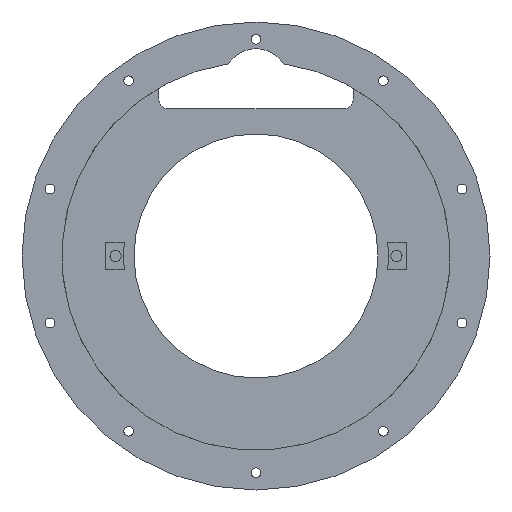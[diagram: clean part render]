
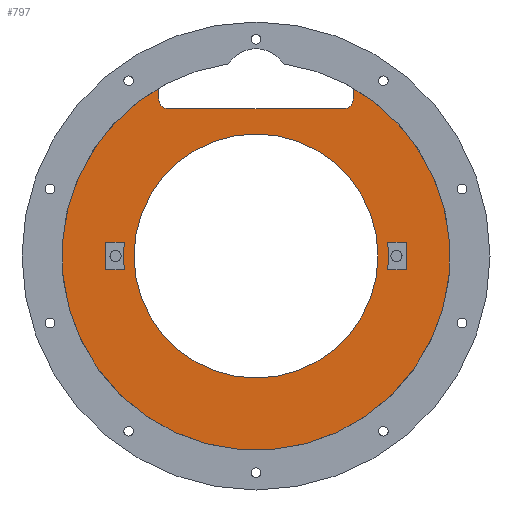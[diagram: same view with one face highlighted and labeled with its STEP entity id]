
A CAD part, front view. The second image highlights one B-rep face of the part: STEP entity #797.
In plain terms, the highlighted planar face has unit normal (0, -1, 0).
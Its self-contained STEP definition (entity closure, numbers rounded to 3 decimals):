
#35=FACE_BOUND('',#152,.T.);
#36=FACE_BOUND('',#153,.T.);
#37=FACE_BOUND('',#154,.T.);
#65=PLANE('',#901);
#95=FACE_OUTER_BOUND('',#151,.T.);
#151=EDGE_LOOP('',(#654,#655,#656,#657,#658,#659,#660,#661,#662,#663,#664,
#665));
#152=EDGE_LOOP('',(#666,#667,#668,#669));
#153=EDGE_LOOP('',(#670,#671,#672,#673));
#154=EDGE_LOOP('',(#674));
#180=LINE('',#1192,#236);
#184=LINE('',#1200,#240);
#188=LINE('',#1211,#244);
#190=LINE('',#1217,#246);
#194=LINE('',#1225,#250);
#198=LINE('',#1236,#254);
#200=LINE('',#1242,#256);
#207=LINE('',#1256,#263);
#210=LINE('',#1270,#266);
#217=LINE('',#1297,#273);
#220=LINE('',#1378,#276);
#236=VECTOR('',#950,10.);
#240=VECTOR('',#956,10.);
#244=VECTOR('',#968,10.);
#246=VECTOR('',#974,10.);
#250=VECTOR('',#980,10.);
#254=VECTOR('',#992,10.);
#256=VECTOR('',#998,10.);
#263=VECTOR('',#1007,10.);
#266=VECTOR('',#1024,10.);
#273=VECTOR('',#1053,10.);
#276=VECTOR('',#1106,10.);
#294=CIRCLE('',#845,76.375);
#296=CIRCLE('',#852,76.375);
#298=CIRCLE('',#859,5.);
#300=CIRCLE('',#862,5.);
#304=CIRCLE('',#869,115.);
#306=CIRCLE('',#871,115.);
#308=CIRCLE('',#874,5.);
#310=CIRCLE('',#878,5.);
#311=CIRCLE('',#880,112.038);
#326=CIRCLE('',#902,70.375);
#343=VERTEX_POINT('',#1190);
#344=VERTEX_POINT('',#1191);
#347=VERTEX_POINT('',#1199);
#349=VERTEX_POINT('',#1205);
#351=VERTEX_POINT('',#1215);
#352=VERTEX_POINT('',#1216);
#355=VERTEX_POINT('',#1224);
#357=VERTEX_POINT('',#1230);
#359=VERTEX_POINT('',#1240);
#360=VERTEX_POINT('',#1241);
#364=VERTEX_POINT('',#1250);
#366=VERTEX_POINT('',#1254);
#367=VERTEX_POINT('',#1258);
#369=VERTEX_POINT('',#1264);
#372=VERTEX_POINT('',#1277);
#375=VERTEX_POINT('',#1283);
#378=VERTEX_POINT('',#1290);
#379=VERTEX_POINT('',#1292);
#382=VERTEX_POINT('',#1302);
#383=VERTEX_POINT('',#1304);
#401=VERTEX_POINT('',#1381);
#419=EDGE_CURVE('',#343,#344,#180,.T.);
#423=EDGE_CURVE('',#344,#347,#184,.T.);
#426=EDGE_CURVE('',#347,#349,#294,.T.);
#429=EDGE_CURVE('',#349,#343,#188,.T.);
#431=EDGE_CURVE('',#351,#352,#190,.T.);
#435=EDGE_CURVE('',#352,#355,#194,.T.);
#438=EDGE_CURVE('',#355,#357,#296,.T.);
#441=EDGE_CURVE('',#357,#351,#198,.T.);
#443=EDGE_CURVE('',#359,#360,#200,.T.);
#450=EDGE_CURVE('',#364,#366,#207,.T.);
#451=EDGE_CURVE('',#367,#359,#298,.T.);
#454=EDGE_CURVE('',#366,#369,#300,.T.);
#457=EDGE_CURVE('',#369,#367,#210,.T.);
#461=EDGE_CURVE('',#364,#372,#304,.T.);
#465=EDGE_CURVE('',#375,#360,#306,.T.);
#468=EDGE_CURVE('',#378,#379,#308,.F.);
#471=EDGE_CURVE('',#378,#372,#217,.T.);
#474=EDGE_CURVE('',#382,#383,#310,.F.);
#476=EDGE_CURVE('',#379,#382,#311,.T.);
#497=EDGE_CURVE('',#375,#383,#220,.T.);
#499=EDGE_CURVE('',#401,#401,#326,.T.);
#654=ORIENTED_EDGE('',*,*,#443,.T.);
#655=ORIENTED_EDGE('',*,*,#465,.F.);
#656=ORIENTED_EDGE('',*,*,#497,.T.);
#657=ORIENTED_EDGE('',*,*,#474,.F.);
#658=ORIENTED_EDGE('',*,*,#476,.F.);
#659=ORIENTED_EDGE('',*,*,#468,.F.);
#660=ORIENTED_EDGE('',*,*,#471,.T.);
#661=ORIENTED_EDGE('',*,*,#461,.F.);
#662=ORIENTED_EDGE('',*,*,#450,.T.);
#663=ORIENTED_EDGE('',*,*,#454,.T.);
#664=ORIENTED_EDGE('',*,*,#457,.T.);
#665=ORIENTED_EDGE('',*,*,#451,.T.);
#666=ORIENTED_EDGE('',*,*,#419,.T.);
#667=ORIENTED_EDGE('',*,*,#423,.T.);
#668=ORIENTED_EDGE('',*,*,#426,.T.);
#669=ORIENTED_EDGE('',*,*,#429,.T.);
#670=ORIENTED_EDGE('',*,*,#431,.T.);
#671=ORIENTED_EDGE('',*,*,#435,.T.);
#672=ORIENTED_EDGE('',*,*,#438,.T.);
#673=ORIENTED_EDGE('',*,*,#441,.T.);
#674=ORIENTED_EDGE('',*,*,#499,.T.);
#797=ADVANCED_FACE('',(#95,#35,#36,#37),#65,.F.);
#845=AXIS2_PLACEMENT_3D('',#1206,#961,#962);
#852=AXIS2_PLACEMENT_3D('',#1231,#985,#986);
#859=AXIS2_PLACEMENT_3D('',#1259,#1010,#1011);
#862=AXIS2_PLACEMENT_3D('',#1265,#1017,#1018);
#869=AXIS2_PLACEMENT_3D('',#1278,#1034,#1035);
#871=AXIS2_PLACEMENT_3D('',#1285,#1040,#1041);
#874=AXIS2_PLACEMENT_3D('',#1293,#1047,#1048);
#878=AXIS2_PLACEMENT_3D('',#1305,#1059,#1060);
#880=AXIS2_PLACEMENT_3D('',#1308,#1064,#1065);
#901=AXIS2_PLACEMENT_3D('',#1380,#1108,#1109);
#902=AXIS2_PLACEMENT_3D('',#1382,#1110,#1111);
#950=DIRECTION('',(0.,0.,1.));
#956=DIRECTION('',(1.,0.,0.));
#961=DIRECTION('center_axis',(0.,-1.,0.));
#962=DIRECTION('ref_axis',(-1.,0.,0.));
#968=DIRECTION('',(-1.,0.,0.));
#974=DIRECTION('',(0.,0.,-1.));
#980=DIRECTION('',(-1.,0.,0.));
#985=DIRECTION('center_axis',(0.,-1.,0.));
#986=DIRECTION('ref_axis',(-1.,0.,0.));
#992=DIRECTION('',(1.,0.,0.));
#998=DIRECTION('',(0.,0.,1.));
#1007=DIRECTION('',(0.,0.,-1.));
#1010=DIRECTION('center_axis',(0.,1.,0.));
#1011=DIRECTION('ref_axis',(0.,0.,-1.));
#1017=DIRECTION('center_axis',(0.,1.,0.));
#1018=DIRECTION('ref_axis',(1.,0.,0.));
#1024=DIRECTION('',(-1.,0.,0.));
#1034=DIRECTION('center_axis',(0.,1.,0.));
#1035=DIRECTION('ref_axis',(-1.,0.,0.));
#1040=DIRECTION('center_axis',(0.,1.,0.));
#1041=DIRECTION('ref_axis',(-1.,0.,0.));
#1047=DIRECTION('center_axis',(0.,1.,0.));
#1048=DIRECTION('ref_axis',(-0.923,0.,-0.384));
#1053=DIRECTION('',(0.,0.,1.));
#1059=DIRECTION('center_axis',(0.,1.,0.));
#1060=DIRECTION('ref_axis',(0.923,0.,-0.384));
#1064=DIRECTION('center_axis',(0.,1.,0.));
#1065=DIRECTION('ref_axis',(1.,0.,0.));
#1106=DIRECTION('',(0.,0.,-1.));
#1108=DIRECTION('center_axis',(0.,1.,0.));
#1109=DIRECTION('ref_axis',(0.,0.,1.));
#1110=DIRECTION('center_axis',(0.,1.,0.));
#1111=DIRECTION('ref_axis',(-1.,0.,0.));
#1190=CARTESIAN_POINT('',(-86.739,100.5,-8.));
#1191=CARTESIAN_POINT('',(-86.739,100.5,8.));
#1192=CARTESIAN_POINT('',(-86.739,100.5,4.));
#1199=CARTESIAN_POINT('',(-75.955,100.5,8.));
#1200=CARTESIAN_POINT('',(-37.977,100.5,8.));
#1205=CARTESIAN_POINT('',(-75.955,100.5,-8.));
#1206=CARTESIAN_POINT('Origin',(0.,100.5,0.));
#1211=CARTESIAN_POINT('',(-43.37,100.5,-8.));
#1215=CARTESIAN_POINT('',(86.739,100.5,8.));
#1216=CARTESIAN_POINT('',(86.739,100.5,-8.));
#1217=CARTESIAN_POINT('',(86.739,100.5,-4.));
#1224=CARTESIAN_POINT('',(75.955,100.5,-8.));
#1225=CARTESIAN_POINT('',(37.977,100.5,-8.));
#1230=CARTESIAN_POINT('',(75.955,100.5,8.));
#1231=CARTESIAN_POINT('Origin',(0.,100.5,0.));
#1236=CARTESIAN_POINT('',(43.37,100.5,8.));
#1240=CARTESIAN_POINT('',(-56.,100.5,90.));
#1241=CARTESIAN_POINT('',(-56.,100.5,100.444));
#1242=CARTESIAN_POINT('',(-56.,100.5,62.5));
#1250=CARTESIAN_POINT('',(56.,100.5,100.444));
#1254=CARTESIAN_POINT('',(56.,100.5,90.));
#1256=CARTESIAN_POINT('',(56.,100.5,45.));
#1258=CARTESIAN_POINT('',(-51.,100.5,85.));
#1259=CARTESIAN_POINT('Origin',(-51.,100.5,90.));
#1264=CARTESIAN_POINT('',(51.,100.5,85.));
#1265=CARTESIAN_POINT('Origin',(51.,100.5,90.));
#1270=CARTESIAN_POINT('',(-25.5,100.5,85.));
#1277=CARTESIAN_POINT('',(77.5,100.5,84.963));
#1278=CARTESIAN_POINT('Origin',(0.,100.5,0.));
#1283=CARTESIAN_POINT('',(-77.5,100.5,84.963));
#1285=CARTESIAN_POINT('Origin',(0.,100.5,0.));
#1290=CARTESIAN_POINT('',(77.5,100.5,83.015));
#1292=CARTESIAN_POINT('',(78.975,100.5,79.469));
#1293=CARTESIAN_POINT('Origin',(82.5,100.5,83.015));
#1297=CARTESIAN_POINT('',(77.5,100.5,150.));
#1302=CARTESIAN_POINT('',(-78.975,100.5,79.469));
#1304=CARTESIAN_POINT('',(-77.5,100.5,83.015));
#1305=CARTESIAN_POINT('Origin',(-82.5,100.5,83.015));
#1308=CARTESIAN_POINT('Origin',(0.,100.5,0.));
#1378=CARTESIAN_POINT('',(-77.5,100.5,100.));
#1380=CARTESIAN_POINT('Origin',(0.,100.5,0.));
#1381=CARTESIAN_POINT('',(70.375,100.5,0.));
#1382=CARTESIAN_POINT('Origin',(0.,100.5,0.));
